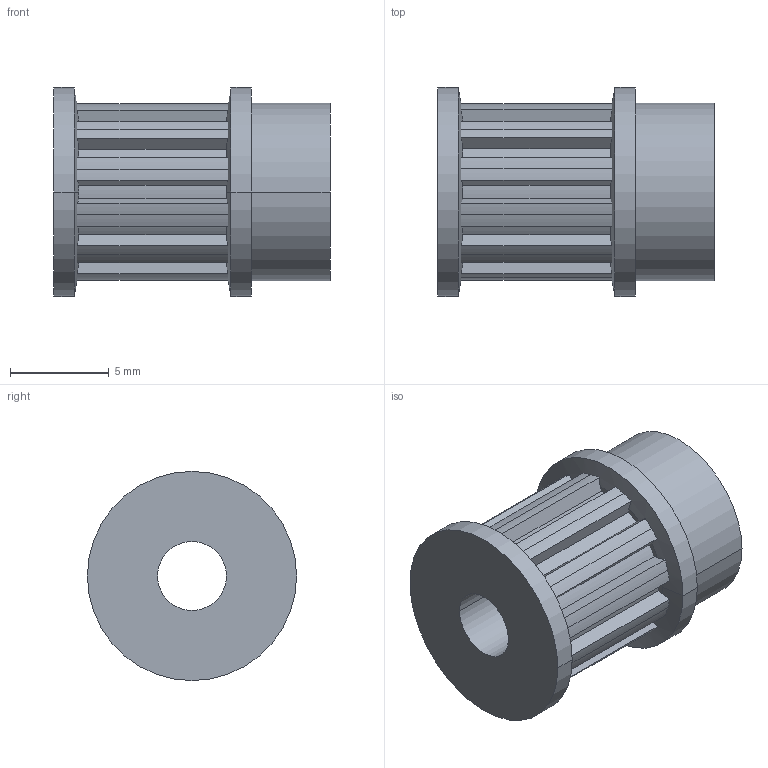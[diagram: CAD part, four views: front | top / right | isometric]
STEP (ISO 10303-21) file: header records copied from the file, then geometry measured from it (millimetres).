
FILE_DESCRIPTION( ( '' ), '1' );
FILE_NAME( 'artikel_nr_16051200.stp', '2007-11-07T05:19:42', ( '' ), ( '' ), ' ', ' ', ' ' );
FILE_SCHEMA( ( 'automotive_design' ) );
Length unit declared in the file: millimetre
Products named in the file (1): 1
Bounding box: 14 x 10.6 x 10.6 mm (x, y, z)
Volume: 752 mm3; surface area: 858.7 mm2
Topology: 1 solids, 1 shells, 99 faces, 284 edges, 188 vertices
Faces by surface type: plane 51, cylinder 44, cone 4
Entity records: 6414 total; most frequent: CARTESIAN_POINT 668, STYLED_ITEM 572, PRESENTATION_STYLE_ASSIGNMENT 572, COLOUR_RGB 572, ORIENTED_EDGE 568, DIRECTION 552, EDGE_CURVE 284, CURVE_STYLE 284
